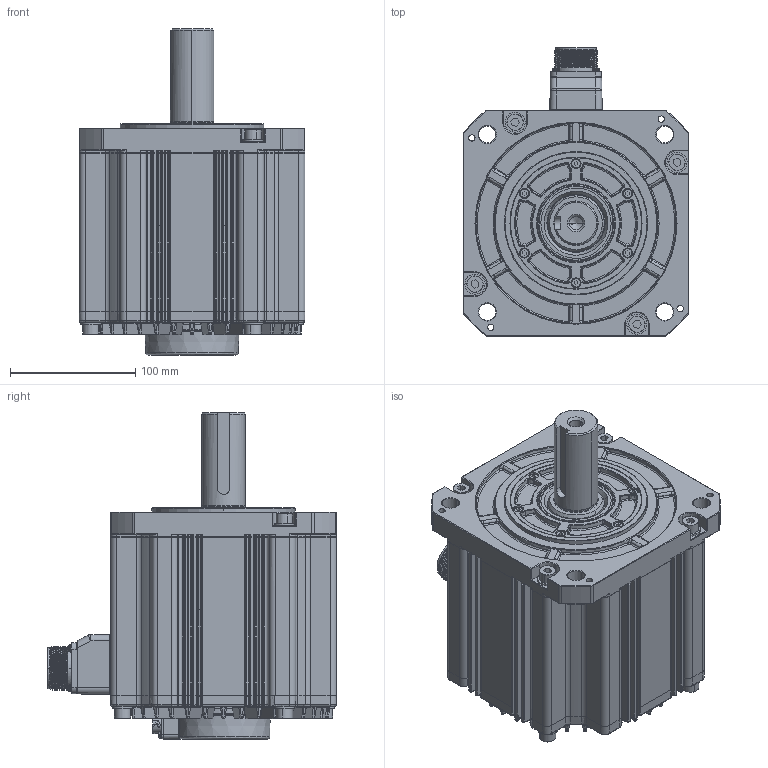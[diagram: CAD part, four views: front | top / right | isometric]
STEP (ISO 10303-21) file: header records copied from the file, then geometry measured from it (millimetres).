
FILE_DESCRIPTION( ('This file contains a STEP AP42 implementation' ,'as created by ZW3D STEP Interface translator.') ,'2;1' );
FILE_NAME( '4.4KW祥湍价陬棠晤.stp' ,'241120.11 414', (''), ('ZWCAD Software Co.'), 'Version 1.0', 'ZW3D to STEP translator', '' );
FILE_SCHEMA(('AUTOMOTIVE_DESIGN { 1 0 10303 214 1 1 1 1 }'));
Length unit declared in the file: millimetre
Products named in the file (2): 0; 4.4KW祥湍价陬棠晤
Bounding box: 180 x 230.2 x 260 mm (x, y, z)
Volume: 4667232.6 mm3; surface area: 256438.6 mm2
Topology: 1 solids, 1 shells, 3753 faces, 9395 edges, 5729 vertices
Faces by surface type: bspline 1398, plane 1281, cylinder 596, cone 309, torus 117, sphere 52
Full cylindrical faces by diameter (mm): 5.5 x4, 6 x4, 16 x8
Entity records: 182981 total; most frequent: CARTESIAN_POINT 99459, ORIENTED_EDGE 18600, DIRECTION 13910, EDGE_CURVE 9300, VERTEX_POINT 5729, AXIS2_PLACEMENT_3D 4800, VECTOR 4310, LINE 4310
